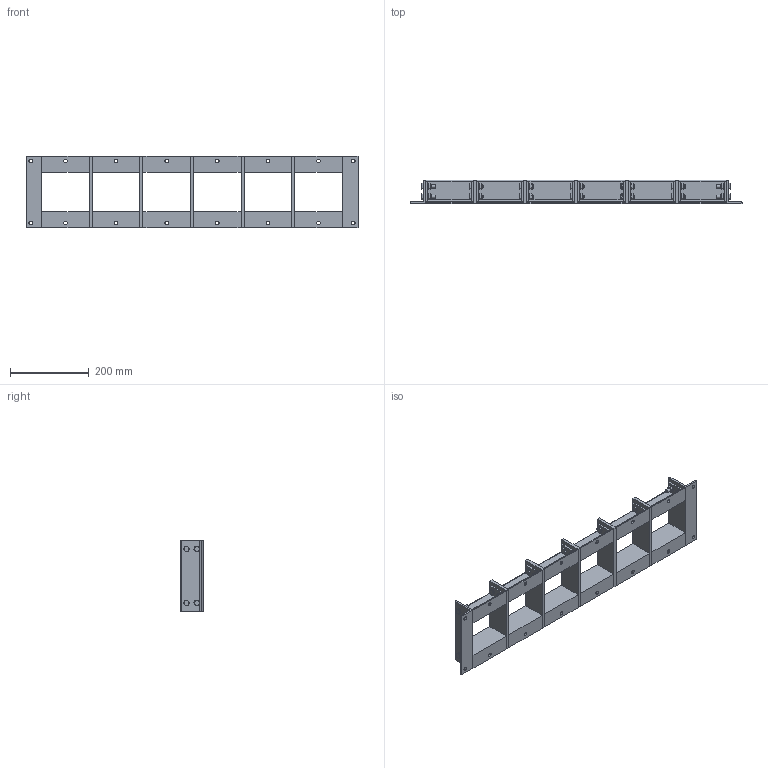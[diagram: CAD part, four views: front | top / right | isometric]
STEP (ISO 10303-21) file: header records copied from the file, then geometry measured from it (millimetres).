
FILE_DESCRIPTION((''),'2;1');
FILE_NAME('B2x6.stp','2014-02-24T10:11:38',(''),(''),'Autodesk Inventor 2013','Autodesk Inventor 2013','');
FILE_SCHEMA(('AUTOMOTIVE_DESIGN { 1 0 10303 214 1 1 1 1 }'));
Length unit declared in the file: millimetre
Products named in the file (11): B COMBINATION; Longside with Fasteners SIZE 2; LONG SIDE SIZE 2; Fasteners for Longside; ISO 4017 M8 x 30; ISO 7089 8 - 140 HV; ISO 4032 M8; SHORT SIDE; Partitionwall with Fasteners SIZE 2; PARTITION WALL SIZE 2; Fasteners for Partitionwall
Assembly tree (35 placements, depth 4):
  B COMBINATION
    Longside with Fasteners SIZE 2  x2
      LONG SIDE SIZE 2
      Fasteners for Longside
        ISO 4017 M8 x 30
        ISO 7089 8 - 140 HV
        ISO 4032 M8
    SHORT SIDE  x12
    Partitionwall with Fasteners SIZE 2  x5
      PARTITION WALL SIZE 2
      Fasteners for Partitionwall
        ISO 4017 M8 x 30
        ISO 7089 8 - 140 HV
        ISO 4032 M8
Bounding box: 843 x 60 x 181 mm (x, y, z)
Volume: 1505088.8 mm3; surface area: 621857.2 mm2
Topology: 103 solids, 103 shells, 1356 faces, 3070 edges, 1976 vertices
Faces by surface type: plane 774, cone 308, cylinder 274
Full cylindrical faces by diameter (mm): 6.647 x28, 8 x28, 8.4 x28, 8.5 x76, 9 x16, 11.63 x28, 16 x28
Entity records: 2914 total; most frequent: CARTESIAN_POINT 487, DIRECTION 478, ORIENTED_EDGE 354, AXIS2_PLACEMENT_3D 194, EDGE_CURVE 177, EDGE_LOOP 146, VERTEX_POINT 131, VECTOR 90
